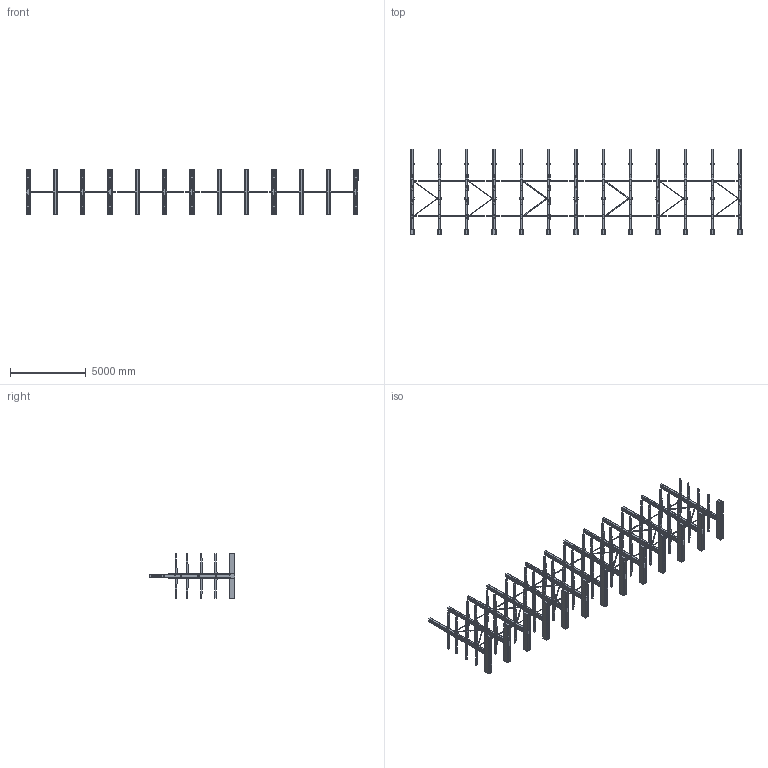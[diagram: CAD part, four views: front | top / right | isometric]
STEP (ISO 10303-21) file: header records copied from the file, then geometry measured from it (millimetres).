
FILE_DESCRIPTION (( 'STEP AP203' ), '1' );
FILE_NAME ('3942-25_REV_.step', '2026-01-12T23:57:03', ( '' ), ( '' ), 'SwSTEP 2.0', 'SolidWorks 2025', '' );
FILE_SCHEMA (( 'CONFIG_CONTROL_DESIGN' ));
Length unit declared in the file: millimetre
Products named in the file (5): 1570 CTS Tie; 375 Sq Cantileaver; 1945 CTS Tie; Arm; 3942-25_REV_
Assembly tree (153 placements, depth 2):
  3942-25_REV_
    Arm  x104
    375 Sq Cantileaver  x13
    1570 CTS Tie  x24
    1945 CTS Tie  x12
Bounding box: 21852.12 x 5655 x 2950 mm (x, y, z)
Volume: 6199123022.2 mm3; surface area: 259367682.5 mm2
Topology: 413 solids, 413 shells, 13876 faces, 37146 edges, 24096 vertices
Faces by surface type: plane 12294, cylinder 1582
Entity records: 30524 total; most frequent: CARTESIAN_POINT 5148, ORIENTED_EDGE 4278, DIRECTION 4019, EDGE_CURVE 2139, VECTOR 2041, LINE 2041, VERTEX_POINT 1414, EDGE_LOOP 1067
